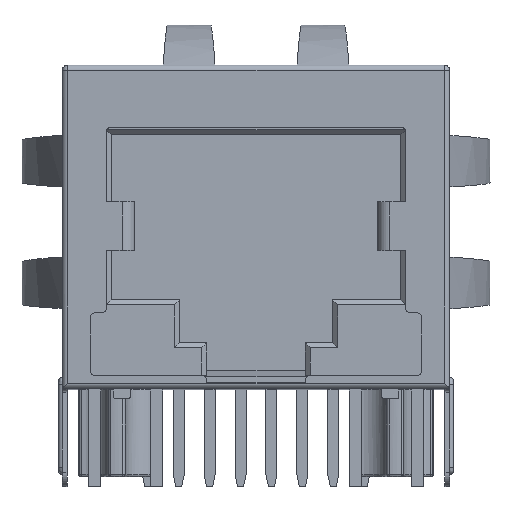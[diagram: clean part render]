
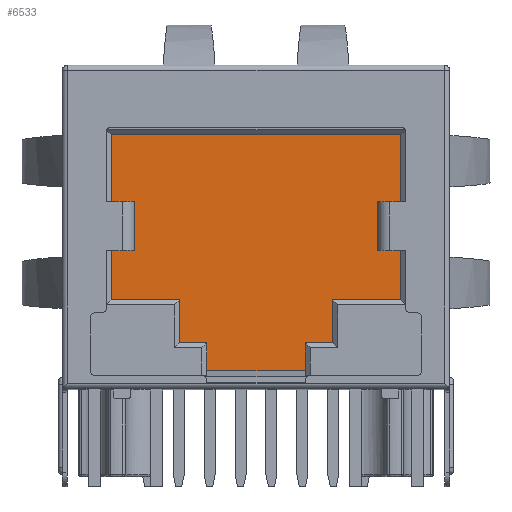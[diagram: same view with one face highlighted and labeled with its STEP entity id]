
A CAD part, top view. The second image highlights one B-rep face of the part: STEP entity #6533.
In plain terms, the highlighted planar face has unit normal (0, 0, 1).
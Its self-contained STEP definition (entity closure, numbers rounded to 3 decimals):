
#748=FACE_OUTER_BOUND('',#1145,.T.);
#1145=EDGE_LOOP('',(#5464,#5465,#5466,#5467,#5468,#5469,#5470,#5471,#5472,
#5473,#5474,#5475,#5476,#5477,#5478,#5479,#5480,#5481,#5482,#5483));
#1685=LINE('',#10640,#2340);
#1726=LINE('',#10751,#2381);
#1746=LINE('',#10794,#2401);
#1748=LINE('',#10798,#2403);
#1750=LINE('',#10801,#2405);
#1751=LINE('',#10804,#2406);
#1752=LINE('',#10806,#2407);
#1753=LINE('',#10808,#2408);
#1754=LINE('',#10810,#2409);
#1755=LINE('',#10812,#2410);
#1756=LINE('',#10813,#2411);
#1757=LINE('',#10815,#2412);
#1758=LINE('',#10817,#2413);
#1759=LINE('',#10819,#2414);
#1760=LINE('',#10821,#2415);
#1761=LINE('',#10823,#2416);
#1762=LINE('',#10825,#2417);
#1763=LINE('',#10827,#2418);
#1764=LINE('',#10829,#2419);
#1765=LINE('',#10830,#2420);
#2340=VECTOR('',#8551,0.95);
#2381=VECTOR('',#8642,1.14);
#2401=VECTOR('',#8690,2.03);
#2403=VECTOR('',#8694,0.95);
#2405=VECTOR('',#8698,2.);
#2406=VECTOR('',#8701,2.77);
#2407=VECTOR('',#8702,2.8);
#2408=VECTOR('',#8703,1.76);
#2409=VECTOR('',#8704,1.12);
#2410=VECTOR('',#8705,1.14);
#2411=VECTOR('',#8706,4.06);
#2412=VECTOR('',#8707,1.12);
#2413=VECTOR('',#8708,1.76);
#2414=VECTOR('',#8709,2.8);
#2415=VECTOR('',#8710,2.03);
#2416=VECTOR('',#8711,0.95);
#2417=VECTOR('',#8712,2.);
#2418=VECTOR('',#8713,0.95);
#2419=VECTOR('',#8714,2.77);
#2420=VECTOR('',#8715,11.9);
#3016=VERTEX_POINT('',#10637);
#3017=VERTEX_POINT('',#10639);
#3061=VERTEX_POINT('',#10748);
#3062=VERTEX_POINT('',#10750);
#3070=VERTEX_POINT('',#10791);
#3071=VERTEX_POINT('',#10793);
#3072=VERTEX_POINT('',#10797);
#3073=VERTEX_POINT('',#10803);
#3074=VERTEX_POINT('',#10805);
#3075=VERTEX_POINT('',#10807);
#3076=VERTEX_POINT('',#10809);
#3077=VERTEX_POINT('',#10811);
#3078=VERTEX_POINT('',#10814);
#3079=VERTEX_POINT('',#10816);
#3080=VERTEX_POINT('',#10818);
#3081=VERTEX_POINT('',#10820);
#3082=VERTEX_POINT('',#10822);
#3083=VERTEX_POINT('',#10824);
#3084=VERTEX_POINT('',#10826);
#3085=VERTEX_POINT('',#10828);
#3829=EDGE_CURVE('',#3017,#3016,#1685,.T.);
#3883=EDGE_CURVE('',#3062,#3061,#1726,.T.);
#3906=EDGE_CURVE('',#3071,#3070,#1746,.T.);
#3908=EDGE_CURVE('',#3072,#3071,#1748,.T.);
#3910=EDGE_CURVE('',#3016,#3072,#1750,.T.);
#3911=EDGE_CURVE('',#3073,#3017,#1751,.T.);
#3912=EDGE_CURVE('',#3070,#3074,#1752,.T.);
#3913=EDGE_CURVE('',#3074,#3075,#1753,.T.);
#3914=EDGE_CURVE('',#3075,#3076,#1754,.T.);
#3915=EDGE_CURVE('',#3076,#3077,#1755,.T.);
#3916=EDGE_CURVE('',#3077,#3062,#1756,.T.);
#3917=EDGE_CURVE('',#3061,#3078,#1757,.T.);
#3918=EDGE_CURVE('',#3078,#3079,#1758,.T.);
#3919=EDGE_CURVE('',#3079,#3080,#1759,.T.);
#3920=EDGE_CURVE('',#3080,#3081,#1760,.T.);
#3921=EDGE_CURVE('',#3081,#3082,#1761,.T.);
#3922=EDGE_CURVE('',#3082,#3083,#1762,.T.);
#3923=EDGE_CURVE('',#3083,#3084,#1763,.T.);
#3924=EDGE_CURVE('',#3084,#3085,#1764,.T.);
#3925=EDGE_CURVE('',#3085,#3073,#1765,.T.);
#5464=ORIENTED_EDGE('',*,*,#3911,.T.);
#5465=ORIENTED_EDGE('',*,*,#3829,.T.);
#5466=ORIENTED_EDGE('',*,*,#3910,.T.);
#5467=ORIENTED_EDGE('',*,*,#3908,.T.);
#5468=ORIENTED_EDGE('',*,*,#3906,.T.);
#5469=ORIENTED_EDGE('',*,*,#3912,.T.);
#5470=ORIENTED_EDGE('',*,*,#3913,.T.);
#5471=ORIENTED_EDGE('',*,*,#3914,.T.);
#5472=ORIENTED_EDGE('',*,*,#3915,.T.);
#5473=ORIENTED_EDGE('',*,*,#3916,.T.);
#5474=ORIENTED_EDGE('',*,*,#3883,.T.);
#5475=ORIENTED_EDGE('',*,*,#3917,.T.);
#5476=ORIENTED_EDGE('',*,*,#3918,.T.);
#5477=ORIENTED_EDGE('',*,*,#3919,.T.);
#5478=ORIENTED_EDGE('',*,*,#3920,.T.);
#5479=ORIENTED_EDGE('',*,*,#3921,.T.);
#5480=ORIENTED_EDGE('',*,*,#3922,.T.);
#5481=ORIENTED_EDGE('',*,*,#3923,.T.);
#5482=ORIENTED_EDGE('',*,*,#3924,.T.);
#5483=ORIENTED_EDGE('',*,*,#3925,.T.);
#6202=PLANE('',#7146);
#6533=ADVANCED_FACE('',(#748),#6202,.T.);
#7146=AXIS2_PLACEMENT_3D('',#10802,#8699,#8700);
#8551=DIRECTION('',(1.,0.,0.));
#8642=DIRECTION('',(0.,1.,0.));
#8690=DIRECTION('',(0.,-1.,0.));
#8694=DIRECTION('',(-1.,0.,0.));
#8698=DIRECTION('',(0.,-1.,0.));
#8699=DIRECTION('center_axis',(0.,0.,1.));
#8700=DIRECTION('ref_axis',(1.,0.,0.));
#8701=DIRECTION('',(0.,-1.,0.));
#8702=DIRECTION('',(1.,0.,0.));
#8703=DIRECTION('',(0.,-1.,0.));
#8704=DIRECTION('',(1.,0.,0.));
#8705=DIRECTION('',(0.,-1.,0.));
#8706=DIRECTION('',(1.,0.,0.));
#8707=DIRECTION('',(1.,0.,0.));
#8708=DIRECTION('',(0.,1.,0.));
#8709=DIRECTION('',(1.,0.,0.));
#8710=DIRECTION('',(0.,1.,0.));
#8711=DIRECTION('',(-1.,0.,0.));
#8712=DIRECTION('',(0.,1.,0.));
#8713=DIRECTION('',(1.,0.,0.));
#8714=DIRECTION('',(0.,1.,0.));
#8715=DIRECTION('',(-1.,0.,0.));
#10637=CARTESIAN_POINT('',(-5.,1.03,11.45));
#10639=CARTESIAN_POINT('',(-5.95,1.03,11.45));
#10640=CARTESIAN_POINT('',(-5.95,1.03,11.45));
#10748=CARTESIAN_POINT('',(2.03,-4.76,11.45));
#10750=CARTESIAN_POINT('',(2.03,-5.9,11.45));
#10751=CARTESIAN_POINT('',(2.03,-5.9,11.45));
#10791=CARTESIAN_POINT('',(-5.95,-3.,11.45));
#10793=CARTESIAN_POINT('',(-5.95,-0.97,11.45));
#10794=CARTESIAN_POINT('',(-5.95,-0.97,11.45));
#10797=CARTESIAN_POINT('',(-5.,-0.97,11.45));
#10798=CARTESIAN_POINT('',(-5.,-0.97,11.45));
#10801=CARTESIAN_POINT('',(-5.,1.03,11.45));
#10802=CARTESIAN_POINT('Origin',(0.,0.,11.45));
#10803=CARTESIAN_POINT('',(-5.95,3.8,11.45));
#10804=CARTESIAN_POINT('',(-5.95,3.8,11.45));
#10805=CARTESIAN_POINT('',(-3.15,-3.,11.45));
#10806=CARTESIAN_POINT('',(-5.95,-3.,11.45));
#10807=CARTESIAN_POINT('',(-3.15,-4.76,11.45));
#10808=CARTESIAN_POINT('',(-3.15,-3.,11.45));
#10809=CARTESIAN_POINT('',(-2.03,-4.76,11.45));
#10810=CARTESIAN_POINT('',(-3.15,-4.76,11.45));
#10811=CARTESIAN_POINT('',(-2.03,-5.9,11.45));
#10812=CARTESIAN_POINT('',(-2.03,-4.76,11.45));
#10813=CARTESIAN_POINT('',(-2.03,-5.9,11.45));
#10814=CARTESIAN_POINT('',(3.15,-4.76,11.45));
#10815=CARTESIAN_POINT('',(2.03,-4.76,11.45));
#10816=CARTESIAN_POINT('',(3.15,-3.,11.45));
#10817=CARTESIAN_POINT('',(3.15,-4.76,11.45));
#10818=CARTESIAN_POINT('',(5.95,-3.,11.45));
#10819=CARTESIAN_POINT('',(3.15,-3.,11.45));
#10820=CARTESIAN_POINT('',(5.95,-0.97,11.45));
#10821=CARTESIAN_POINT('',(5.95,-3.,11.45));
#10822=CARTESIAN_POINT('',(5.,-0.97,11.45));
#10823=CARTESIAN_POINT('',(5.95,-0.97,11.45));
#10824=CARTESIAN_POINT('',(5.,1.03,11.45));
#10825=CARTESIAN_POINT('',(5.,-0.97,11.45));
#10826=CARTESIAN_POINT('',(5.95,1.03,11.45));
#10827=CARTESIAN_POINT('',(5.,1.03,11.45));
#10828=CARTESIAN_POINT('',(5.95,3.8,11.45));
#10829=CARTESIAN_POINT('',(5.95,1.03,11.45));
#10830=CARTESIAN_POINT('',(5.95,3.8,11.45));
